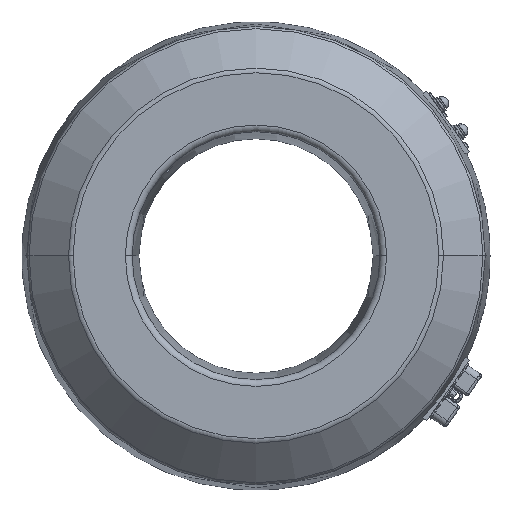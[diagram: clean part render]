
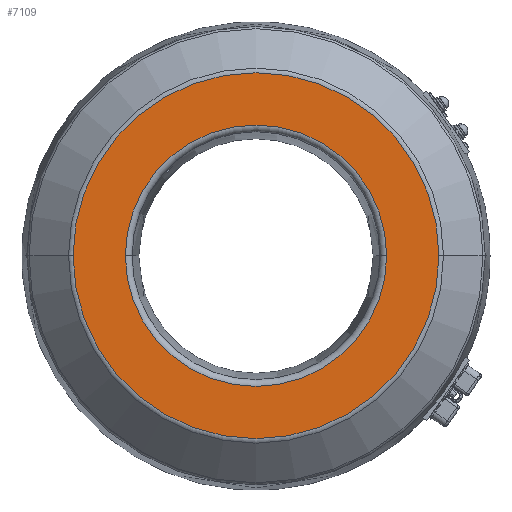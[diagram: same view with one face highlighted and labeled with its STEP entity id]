
A CAD part, top view. The second image highlights one B-rep face of the part: STEP entity #7109.
In plain terms, the highlighted planar face has unit normal (0, 0, 1).
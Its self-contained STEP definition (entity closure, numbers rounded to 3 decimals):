
#582 = AXIS2_PLACEMENT_3D ( 'NONE', #5449, #5443, #5419 ) ;
#623 = AXIS2_PLACEMENT_3D ( 'NONE', #5879, #5824, #5864 ) ;
#724 = CARTESIAN_POINT ( 'NONE',  ( -97.525, 0., 130. ) ) ;
#729 = CARTESIAN_POINT ( 'NONE',  ( 97.525, 0., 130. ) ) ;
#731 = CARTESIAN_POINT ( 'NONE',  ( 136.544, 0., 130. ) ) ;
#735 = CARTESIAN_POINT ( 'NONE',  ( -136.544, 0., 130. ) ) ;
#4528 = DIRECTION ( 'NONE',  ( 0., 0., 1. ) ) ;
#4545 = PLANE ( 'NONE',  #10914 ) ;
#4548 = CARTESIAN_POINT ( 'NONE',  ( 0., 0., 130. ) ) ;
#4549 = DIRECTION ( 'NONE',  ( 1., 0., 0. ) ) ;
#5168 = FACE_OUTER_BOUND ( 'NONE', #6140, .T. ) ;
#5201 = FACE_BOUND ( 'NONE', #6176, .T. ) ;
#5419 = DIRECTION ( 'NONE',  ( 1., 0., 0. ) ) ;
#5443 = DIRECTION ( 'NONE',  ( 0., 0., 1. ) ) ;
#5449 = CARTESIAN_POINT ( 'NONE',  ( 0., 0., 130. ) ) ;
#5824 = DIRECTION ( 'NONE',  ( 0., 0., -1. ) ) ;
#5864 = DIRECTION ( 'NONE',  ( 1., 0., 0. ) ) ;
#5879 = CARTESIAN_POINT ( 'NONE',  ( 0., 0., 130. ) ) ;
#6140 = EDGE_LOOP ( 'NONE', ( #8610, #8565 ) ) ;
#6176 = EDGE_LOOP ( 'NONE', ( #8595, #8616 ) ) ;
#7109 = ADVANCED_FACE ( 'NONE', ( #5168, #5201 ), #4545, .T. ) ;
#7599 = CIRCLE ( 'NONE', #582, 136.544 ) ;
#7666 = CIRCLE ( 'NONE', #623, 97.525 ) ;
#8213 = CIRCLE ( 'NONE', #10949, 97.525 ) ;
#8282 = CIRCLE ( 'NONE', #11043, 136.544 ) ;
#8565 = ORIENTED_EDGE ( 'NONE', *, *, #13039, .T. ) ;
#8595 = ORIENTED_EDGE ( 'NONE', *, *, #13030, .T. ) ;
#8610 = ORIENTED_EDGE ( 'NONE', *, *, #13312, .T. ) ;
#8616 = ORIENTED_EDGE ( 'NONE', *, *, #13352, .T. ) ;
#9882 = DIRECTION ( 'NONE',  ( 1., 0., 0. ) ) ;
#9896 = CARTESIAN_POINT ( 'NONE',  ( 0., 0., 130. ) ) ;
#9921 = DIRECTION ( 'NONE',  ( 0., 0., -1. ) ) ;
#9931 = DIRECTION ( 'NONE',  ( 0., 0., 1. ) ) ;
#9948 = CARTESIAN_POINT ( 'NONE',  ( 0., 0., 130. ) ) ;
#9955 = DIRECTION ( 'NONE',  ( 1., 0., 0. ) ) ;
#10914 = AXIS2_PLACEMENT_3D ( 'NONE', #4548, #4528, #4549 ) ;
#10949 = AXIS2_PLACEMENT_3D ( 'NONE', #9896, #9921, #9882 ) ;
#11043 = AXIS2_PLACEMENT_3D ( 'NONE', #9948, #9931, #9955 ) ;
#11798 = VERTEX_POINT ( 'NONE', #735 ) ;
#11812 = VERTEX_POINT ( 'NONE', #724 ) ;
#11813 = VERTEX_POINT ( 'NONE', #729 ) ;
#11818 = VERTEX_POINT ( 'NONE', #731 ) ;
#13030 = EDGE_CURVE ( 'NONE', #11813, #11812, #8213, .T. ) ;
#13039 = EDGE_CURVE ( 'NONE', #11798, #11818, #8282, .T. ) ;
#13312 = EDGE_CURVE ( 'NONE', #11818, #11798, #7599, .T. ) ;
#13352 = EDGE_CURVE ( 'NONE', #11812, #11813, #7666, .T. ) ;
